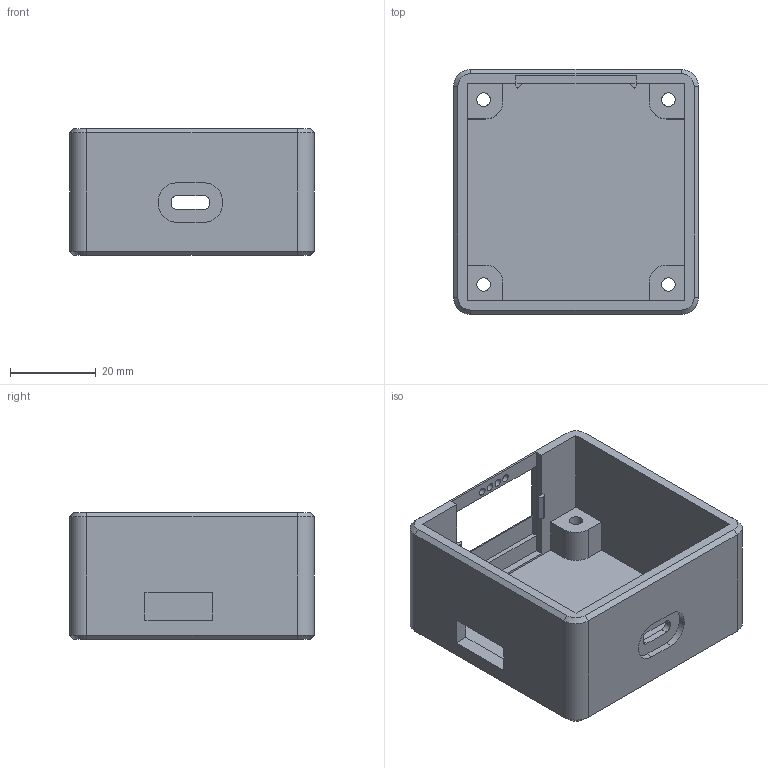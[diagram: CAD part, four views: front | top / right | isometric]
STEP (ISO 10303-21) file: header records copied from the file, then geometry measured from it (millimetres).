
FILE_DESCRIPTION(/* description */ (''),/* implementation_level */ '2;1');
FILE_NAME(/* name */ '',/* time_stamp */ '2025-05-23T12:45:06+08:00',/* author */ (''),/* organization */ (''),/* preprocessor_version */ 'ST-DEVELOPER v20.1',/* originating_system */ 'Autodesk Translation Framework v14.4.0.0',/* authorisation */ '');
FILE_SCHEMA (('AUTOMOTIVE_DESIGN { 1 0 10303 214 3 1 1 }'));
Length unit declared in the file: millimetre
Products named in the file (1): 外壳
Bounding box: 57 x 57 x 29.5 mm (x, y, z)
Volume: 21126.4 mm3; surface area: 18325.1 mm2
Topology: 1 solids, 1 shells, 166 faces, 466 edges, 304 vertices
Faces by surface type: plane 126, cylinder 32, cone 8
Full cylindrical faces by diameter (mm): 1.8 x4, 3.2 x4, 5.5 x4
Entity records: 5395 total; most frequent: CARTESIAN_POINT 937, ORIENTED_EDGE 932, DIRECTION 904, EDGE_CURVE 466, LINE 362, VECTOR 362, VERTEX_POINT 304, AXIS2_PLACEMENT_3D 271
